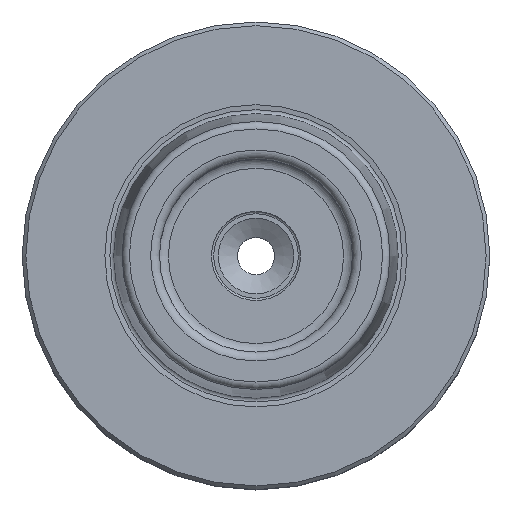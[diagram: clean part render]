
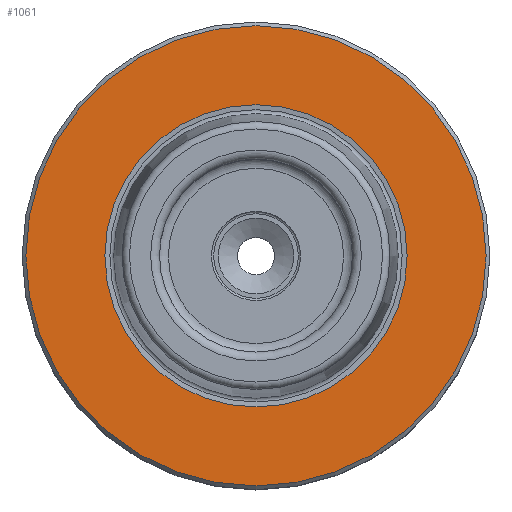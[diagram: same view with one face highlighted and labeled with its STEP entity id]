
A CAD part, top view. The second image highlights one B-rep face of the part: STEP entity #1061.
In plain terms, the highlighted planar face has unit normal (0, 0, 1).
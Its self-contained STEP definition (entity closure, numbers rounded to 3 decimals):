
#109=ORIENTED_EDGE('',*,*,#215,.F.);
#110=ORIENTED_EDGE('',*,*,#214,.T.);
#214=EDGE_CURVE('',#274,#274,#334,.T.);
#215=EDGE_CURVE('',#275,#275,#335,.T.);
#274=VERTEX_POINT('',#1536);
#275=VERTEX_POINT('',#1539);
#334=CIRCLE('',#1149,31.);
#335=CIRCLE('',#1151,20.358);
#409=EDGE_LOOP('',(#109));
#410=EDGE_LOOP('',(#110));
#529=FACE_BOUND('',#409,.T.);
#530=FACE_BOUND('',#410,.T.);
#616=PLANE('',#1150);
#1061=ADVANCED_FACE('',(#529,#530),#616,.F.);
#1149=AXIS2_PLACEMENT_3D('',#1535,#1313,#1314);
#1150=AXIS2_PLACEMENT_3D('',#1537,#1315,#1316);
#1151=AXIS2_PLACEMENT_3D('',#1538,#1317,#1318);
#1313=DIRECTION('',(0.,0.,1.));
#1314=DIRECTION('',(1.,0.,0.));
#1315=DIRECTION('',(0.,0.,-1.));
#1316=DIRECTION('',(-1.,0.,0.));
#1317=DIRECTION('',(0.,0.,1.));
#1318=DIRECTION('',(1.,0.,0.));
#1535=CARTESIAN_POINT('',(0.,0.,0.));
#1536=CARTESIAN_POINT('',(31.,0.,0.));
#1537=CARTESIAN_POINT('',(20.358,0.,0.));
#1538=CARTESIAN_POINT('',(0.,0.,0.));
#1539=CARTESIAN_POINT('',(20.358,0.,0.));
